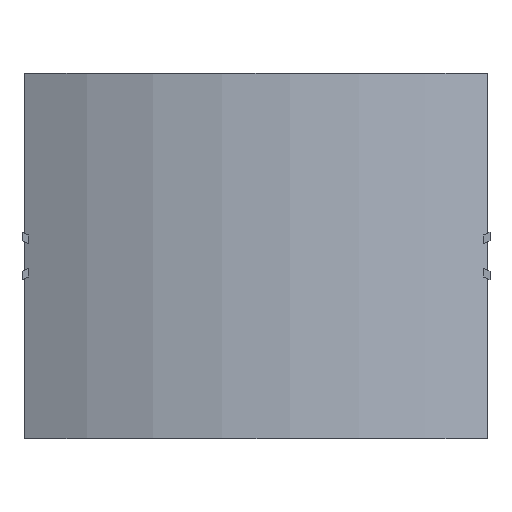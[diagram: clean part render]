
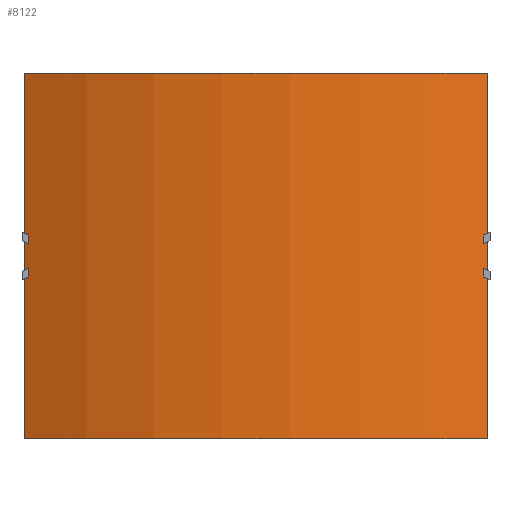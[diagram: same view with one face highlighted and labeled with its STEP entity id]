
A CAD part, front view. The second image highlights one B-rep face of the part: STEP entity #8122.
In plain terms, the highlighted cylindrical face has radius 807.5 mm (diameter 1615 mm), a partial arc.
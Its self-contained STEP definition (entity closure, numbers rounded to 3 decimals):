
#1055=FACE_OUTER_BOUND('',#1580,.T.);
#1580=EDGE_LOOP('',(#7371,#7372,#7373,#7374));
#2310=LINE('',#15830,#2964);
#2315=LINE('',#15841,#2969);
#2964=VECTOR('',#11612,10.);
#2969=VECTOR('',#11623,10.);
#3308=CIRCLE('',#9301,807.5);
#3311=CIRCLE('',#9308,807.5);
#4063=VERTEX_POINT('',#15820);
#4064=VERTEX_POINT('',#15821);
#4067=VERTEX_POINT('',#15829);
#4070=VERTEX_POINT('',#15839);
#5174=EDGE_CURVE('',#4063,#4064,#3308,.T.);
#5178=EDGE_CURVE('',#4064,#4067,#2310,.T.);
#5184=EDGE_CURVE('',#4063,#4070,#2315,.T.);
#5185=EDGE_CURVE('',#4067,#4070,#3311,.T.);
#7371=ORIENTED_EDGE('',*,*,#5184,.T.);
#7372=ORIENTED_EDGE('',*,*,#5185,.F.);
#7373=ORIENTED_EDGE('',*,*,#5178,.F.);
#7374=ORIENTED_EDGE('',*,*,#5174,.F.);
#7715=CYLINDRICAL_SURFACE('',#9307,807.5);
#8122=ADVANCED_FACE('',(#1055),#7715,.T.);
#9301=AXIS2_PLACEMENT_3D('',#15822,#11604,#11605);
#9307=AXIS2_PLACEMENT_3D('',#15842,#11624,#11625);
#9308=AXIS2_PLACEMENT_3D('',#15843,#11626,#11627);
#11604=DIRECTION('center_axis',(-1.,0.,0.));
#11605=DIRECTION('ref_axis',(0.,0.882,-0.471));
#11612=DIRECTION('',(1.,0.,0.));
#11623=DIRECTION('',(1.,0.,0.));
#11624=DIRECTION('center_axis',(1.,0.,0.));
#11625=DIRECTION('ref_axis',(0.,0.882,-0.471));
#11626=DIRECTION('center_axis',(1.,0.,0.));
#11627=DIRECTION('ref_axis',(0.,0.882,-0.471));
#15820=CARTESIAN_POINT('',(-300.,0.,380.));
#15821=CARTESIAN_POINT('',(-300.,0.,-380.));
#15822=CARTESIAN_POINT('Origin',(-300.,-712.5,0.));
#15829=CARTESIAN_POINT('',(300.,0.,-380.));
#15830=CARTESIAN_POINT('',(0.,0.,-380.));
#15839=CARTESIAN_POINT('',(300.,0.,380.));
#15841=CARTESIAN_POINT('',(0.,0.,380.));
#15842=CARTESIAN_POINT('Origin',(0.,-712.5,0.));
#15843=CARTESIAN_POINT('Origin',(300.,-712.5,0.));
